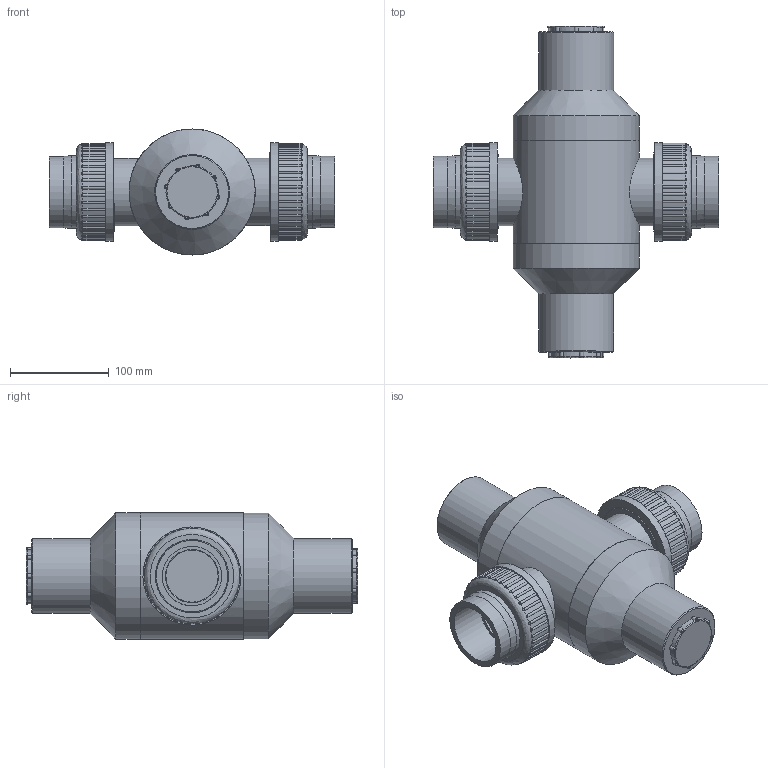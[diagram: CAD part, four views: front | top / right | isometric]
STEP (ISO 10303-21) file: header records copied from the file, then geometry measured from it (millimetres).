
FILE_DESCRIPTION (( 'STEP AP214' ), '1' );
FILE_NAME ('63-1102-7X-DUP.STEP', '2019-10-28T09:58:32', ( '' ), ( '' ), 'SwSTEP 2.0', 'SolidWorks 2020', '' );
FILE_SCHEMA (( 'AUTOMOTIVE_DESIGN' ));
Length unit declared in the file: millimetre
Products named in the file (7): 2 inchduplec - ABS_63mm or 2; 63-1102-7X-DUP; 63mm Dust Cap; 729511111_03 - ABS; 63mm union stub - ABS; PVC Bonnet all size_63mm PVC-304; 729511111_01 - ABS
Assembly tree (11 placements, depth 2):
  63-1102-7X-DUP
    PVC Bonnet all size_63mm PVC-304  x2
    2 inchduplec - ABS_63mm or 2
    63mm union stub - ABS  x2
    729511111_01 - ABS  x2
    729511111_03 - ABS  x2
    63mm Dust Cap  x2
Bounding box: 289.54 x 336.8 x 128 mm (x, y, z)
Volume: 3306813.1 mm3; surface area: 392512 mm2
Topology: 11 solids, 11 shells, 409 faces, 1147 edges, 750 vertices
Faces by surface type: cylinder 227, bspline 90, plane 44, torus 32, cone 16
Full cylindrical faces by diameter (mm): 53 x2, 54 x2, 58 x2, 60.3 x2, 68.4 x4, 70 x2, 72.5 x2, 74 x2, 74.3 x2, 76 x2, 78.4 x4, 79.903 x2, 99.7 x2, 128 x3
Entity records: 10918 total; most frequent: CARTESIAN_POINT 5910, ORIENTED_EDGE 1004, DIRECTION 959, EDGE_CURVE 502, AXIS2_PLACEMENT_3D 428, VERTEX_POINT 344, EDGE_LOOP 252, CIRCLE 251
